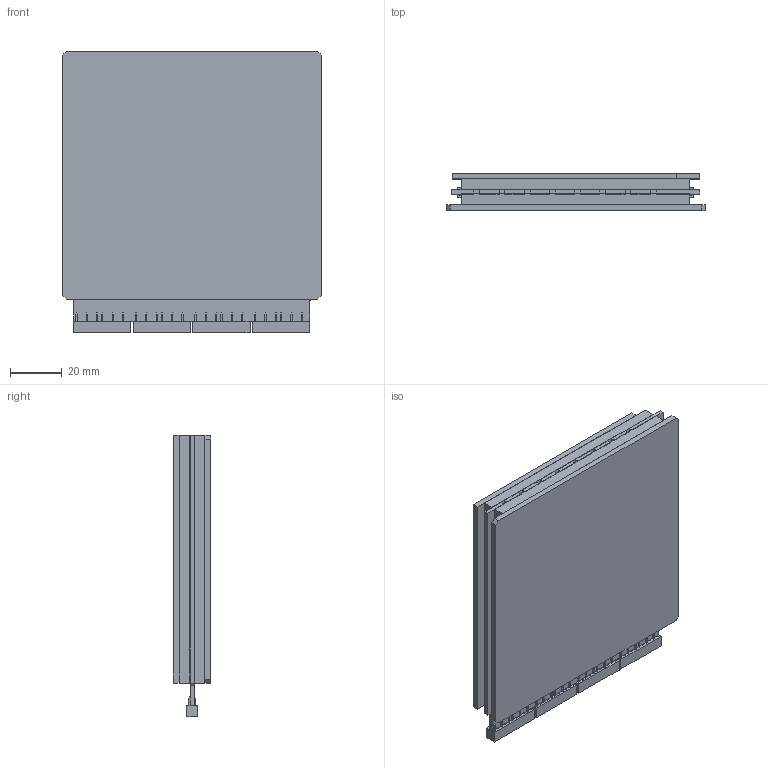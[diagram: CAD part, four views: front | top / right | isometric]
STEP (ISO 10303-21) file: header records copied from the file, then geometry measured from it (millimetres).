
FILE_DESCRIPTION (( 'STEP AP214' ), '1' );
FILE_NAME ('SL10-HV.STEP', '2013-01-31T02:26:40', ( '' ), ( '' ), 'SwSTEP 2.0', 'SolidWorks 2012', '' );
FILE_SCHEMA (( 'AUTOMOTIVE_DESIGN' ));
Length unit declared in the file: millimetre
Products named in the file (8): SL10-HV-module.revA.IU.gap-pad; SL10-HV-module.revA.IU.top-plate; SL10-HV-module.revA.IU.bottom-plate; connector.2mm.22-pin.female.through-hole.11-pins-populated; 2mm-connector-male-pin-through-hole.chopped-off.3; connector.2mm.22-pin.female; SL10-HV-module.revA.IU.PCB; SL10-HV
Assembly tree (22 placements, depth 3):
  SL10-HV
    SL10-HV-module.revA.IU.PCB
    connector.2mm.22-pin.female.through-hole.11-pins-populated  x4
      connector.2mm.22-pin.female
      2mm-connector-male-pin-through-hole.chopped-off.3
    SL10-HV-module.revA.IU.bottom-plate
    SL10-HV-module.revA.IU.top-plate
    SL10-HV-module.revA.IU.gap-pad  x2
Bounding box: 99.8 x 14.48 x 108.6 mm (x, y, z)
Volume: 129743.5 mm3; surface area: 99174.1 mm2
Topology: 57 solids, 57 shells, 930 faces, 2256 edges, 1440 vertices
Faces by surface type: plane 928, cylinder 2
Entity records: 6706 total; most frequent: CARTESIAN_POINT 990, ORIENTED_EDGE 952, DIRECTION 876, EDGE_CURVE 476, VECTOR 472, LINE 472, VERTEX_POINT 316, EDGE_LOOP 216
